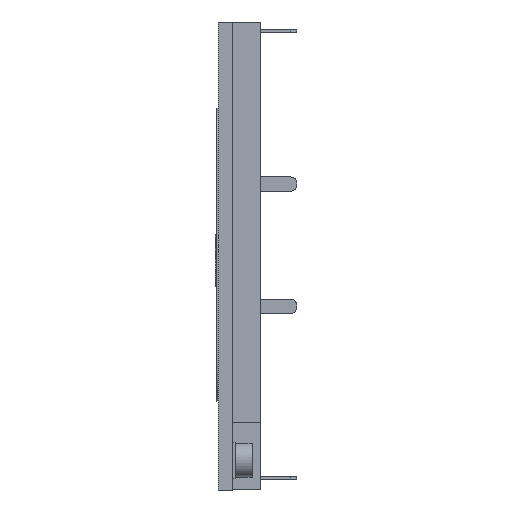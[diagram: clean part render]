
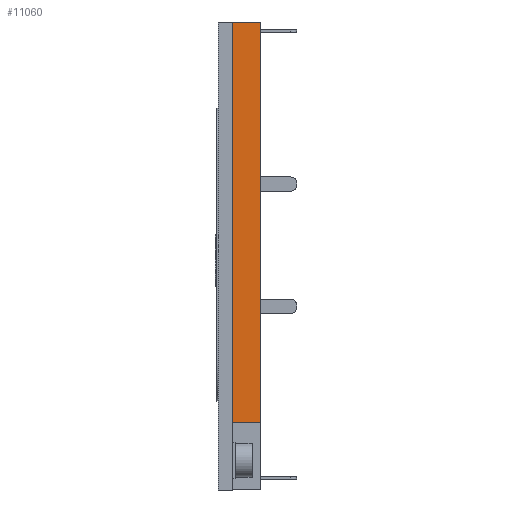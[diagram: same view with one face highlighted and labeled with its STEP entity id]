
A CAD part, left-side view. The second image highlights one B-rep face of the part: STEP entity #11060.
In plain terms, the highlighted planar face has unit normal (-1, 0, 0).
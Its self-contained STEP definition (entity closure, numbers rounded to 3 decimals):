
#600 = EDGE_LOOP ( 'NONE', ( #923, #9787, #4014, #10351 ) ) ;
#766 = VERTEX_POINT ( 'NONE', #8219 ) ;
#781 = AXIS2_PLACEMENT_3D ( 'NONE', #10172, #4791, #11088 ) ;
#923 = ORIENTED_EDGE ( 'NONE', *, *, #4832, .T. ) ;
#1283 = VECTOR ( 'NONE', #1410, 1000. ) ;
#1316 = CARTESIAN_POINT ( 'NONE',  ( -44.519, 0., -2.365 ) ) ;
#1410 = DIRECTION ( 'NONE',  ( 0., 0., -1. ) ) ;
#1760 = LINE ( 'NONE', #9328, #11043 ) ;
#2722 = DIRECTION ( 'NONE',  ( 0., 1., 0. ) ) ;
#3083 = DIRECTION ( 'NONE',  ( 0., 0., -1. ) ) ;
#3652 = LINE ( 'NONE', #5888, #1283 ) ;
#3991 = CARTESIAN_POINT ( 'NONE',  ( -44.519, -2., -2.365 ) ) ;
#4014 = ORIENTED_EDGE ( 'NONE', *, *, #6188, .F. ) ;
#4116 = CARTESIAN_POINT ( 'NONE',  ( -44.519, -2., 25.965 ) ) ;
#4291 = VECTOR ( 'NONE', #2722, 1000. ) ;
#4791 = DIRECTION ( 'NONE',  ( 1., 0., 0. ) ) ;
#4832 = EDGE_CURVE ( 'NONE', #766, #8045, #1760, .T. ) ;
#5571 = FACE_OUTER_BOUND ( 'NONE', #600, .T. ) ;
#5888 = CARTESIAN_POINT ( 'NONE',  ( -44.519, -2., 25.965 ) ) ;
#6188 = EDGE_CURVE ( 'NONE', #9483, #6594, #3652, .T. ) ;
#6559 = PLANE ( 'NONE',  #781 ) ;
#6594 = VERTEX_POINT ( 'NONE', #10673 ) ;
#7592 = DIRECTION ( 'NONE',  ( 0., 1., 0. ) ) ;
#8026 = EDGE_CURVE ( 'NONE', #6594, #8045, #10142, .T. ) ;
#8045 = VERTEX_POINT ( 'NONE', #1316 ) ;
#8219 = CARTESIAN_POINT ( 'NONE',  ( -44.519, 0., 25.965 ) ) ;
#9328 = CARTESIAN_POINT ( 'NONE',  ( -44.519, 0., 25.965 ) ) ;
#9483 = VERTEX_POINT ( 'NONE', #4116 ) ;
#9787 = ORIENTED_EDGE ( 'NONE', *, *, #8026, .F. ) ;
#9843 = VECTOR ( 'NONE', #7592, 1000. ) ;
#10142 = LINE ( 'NONE', #3991, #9843 ) ;
#10172 = CARTESIAN_POINT ( 'NONE',  ( -44.519, -2., 25.965 ) ) ;
#10351 = ORIENTED_EDGE ( 'NONE', *, *, #10895, .T. ) ;
#10673 = CARTESIAN_POINT ( 'NONE',  ( -44.519, -2., -2.365 ) ) ;
#10734 = CARTESIAN_POINT ( 'NONE',  ( -44.519, -2., 25.965 ) ) ;
#10895 = EDGE_CURVE ( 'NONE', #9483, #766, #11462, .T. ) ;
#11043 = VECTOR ( 'NONE', #3083, 1000. ) ;
#11060 = ADVANCED_FACE ( 'NONE', ( #5571 ), #6559, .F. ) ;
#11088 = DIRECTION ( 'NONE',  ( 0., 0., -1. ) ) ;
#11462 = LINE ( 'NONE', #10734, #4291 ) ;
